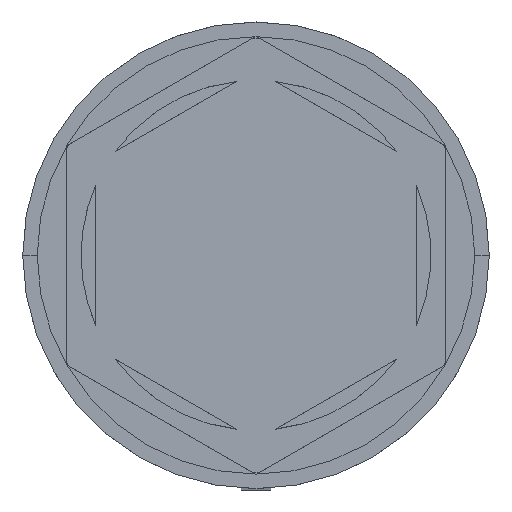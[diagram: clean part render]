
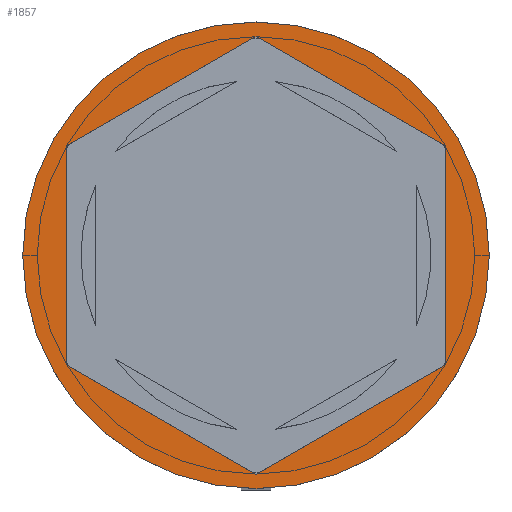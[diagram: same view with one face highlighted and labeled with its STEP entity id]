
A CAD part, top view. The second image highlights one B-rep face of the part: STEP entity #1857.
In plain terms, the highlighted planar face has unit normal (0, 0, 1).
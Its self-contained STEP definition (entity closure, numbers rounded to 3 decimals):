
#52 = DIRECTION ( 'NONE',  ( 0., -1., 0. ) ) ;
#95 = DIRECTION ( 'NONE',  ( 1., 0., 0. ) ) ;
#98 = CARTESIAN_POINT ( 'NONE',  ( 6.5, 3.753, 0. ) ) ;
#124 = DIRECTION ( 'NONE',  ( 0., 0., 1. ) ) ;
#129 = CARTESIAN_POINT ( 'NONE',  ( -8., 0., 0. ) ) ;
#154 = CARTESIAN_POINT ( 'NONE',  ( 0., -7.506, 0. ) ) ;
#157 = VECTOR ( 'NONE', #586, 1000. ) ;
#184 = LINE ( 'NONE', #1133, #157 ) ;
#213 = CARTESIAN_POINT ( 'NONE',  ( -6.5, -3.753, 0. ) ) ;
#249 = DIRECTION ( 'NONE',  ( -0.866, 0.5, 0. ) ) ;
#265 = ORIENTED_EDGE ( 'NONE', *, *, #1757, .T. ) ;
#272 = ORIENTED_EDGE ( 'NONE', *, *, #932, .F. ) ;
#304 = EDGE_CURVE ( 'NONE', #817, #1844, #2179, .T. ) ;
#317 = CARTESIAN_POINT ( 'NONE',  ( 0., 0., 0. ) ) ;
#324 = VECTOR ( 'NONE', #52, 1000. ) ;
#342 = CARTESIAN_POINT ( 'NONE',  ( 0., 0., 0. ) ) ;
#390 = CARTESIAN_POINT ( 'NONE',  ( 6.5, -3.753, 0. ) ) ;
#397 = ORIENTED_EDGE ( 'NONE', *, *, #750, .F. ) ;
#405 = DIRECTION ( 'NONE',  ( -0.866, -0.5, 0. ) ) ;
#433 = LINE ( 'NONE', #2317, #1006 ) ;
#445 = VECTOR ( 'NONE', #249, 1000. ) ;
#479 = VERTEX_POINT ( 'NONE', #2086 ) ;
#497 = CIRCLE ( 'NONE', #2329, 8. ) ;
#534 = DIRECTION ( 'NONE',  ( 0., 0., 1. ) ) ;
#586 = DIRECTION ( 'NONE',  ( 0.866, -0.5, 0. ) ) ;
#614 = EDGE_CURVE ( 'NONE', #826, #817, #1327, .T. ) ;
#615 = AXIS2_PLACEMENT_3D ( 'NONE', #1887, #762, #2472 ) ;
#629 = CARTESIAN_POINT ( 'NONE',  ( 0., 7.506, 0. ) ) ;
#713 = ORIENTED_EDGE ( 'NONE', *, *, #614, .F. ) ;
#717 = FACE_OUTER_BOUND ( 'NONE', #1255, .T. ) ;
#750 = EDGE_CURVE ( 'NONE', #479, #1095, #846, .T. ) ;
#762 = DIRECTION ( 'NONE',  ( 0., 0., 1. ) ) ;
#809 = CIRCLE ( 'NONE', #615, 8. ) ;
#817 = VERTEX_POINT ( 'NONE', #98 ) ;
#824 = DIRECTION ( 'NONE',  ( 0.866, 0.5, 0. ) ) ;
#826 = VERTEX_POINT ( 'NONE', #872 ) ;
#846 = LINE ( 'NONE', #1603, #324 ) ;
#872 = CARTESIAN_POINT ( 'NONE',  ( 6.5, -3.753, 0. ) ) ;
#903 = FACE_BOUND ( 'NONE', #1264, .T. ) ;
#932 = EDGE_CURVE ( 'NONE', #1095, #1806, #184, .T. ) ;
#959 = VECTOR ( 'NONE', #1146, 1000. ) ;
#1006 = VECTOR ( 'NONE', #824, 1000. ) ;
#1095 = VERTEX_POINT ( 'NONE', #213 ) ;
#1133 = CARTESIAN_POINT ( 'NONE',  ( -6.5, -3.753, 0. ) ) ;
#1141 = ORIENTED_EDGE ( 'NONE', *, *, #1299, .T. ) ;
#1146 = DIRECTION ( 'NONE',  ( 0., 1., 0. ) ) ;
#1174 = ORIENTED_EDGE ( 'NONE', *, *, #304, .F. ) ;
#1182 = VERTEX_POINT ( 'NONE', #1938 ) ;
#1255 = EDGE_LOOP ( 'NONE', ( #1141, #265 ) ) ;
#1264 = EDGE_LOOP ( 'NONE', ( #1174, #713, #1830, #272, #397, #1606 ) ) ;
#1299 = EDGE_CURVE ( 'NONE', #1182, #2067, #497, .T. ) ;
#1327 = LINE ( 'NONE', #390, #959 ) ;
#1496 = DIRECTION ( 'NONE',  ( 1., 0., 0. ) ) ;
#1518 = VECTOR ( 'NONE', #405, 1000. ) ;
#1603 = CARTESIAN_POINT ( 'NONE',  ( -6.5, 3.753, 0. ) ) ;
#1606 = ORIENTED_EDGE ( 'NONE', *, *, #1874, .F. ) ;
#1752 = LINE ( 'NONE', #629, #1518 ) ;
#1757 = EDGE_CURVE ( 'NONE', #2067, #1182, #809, .T. ) ;
#1806 = VERTEX_POINT ( 'NONE', #154 ) ;
#1830 = ORIENTED_EDGE ( 'NONE', *, *, #1966, .F. ) ;
#1844 = VERTEX_POINT ( 'NONE', #1872 ) ;
#1857 = ADVANCED_FACE ( 'NONE', ( #903, #717 ), #2243, .T. ) ;
#1872 = CARTESIAN_POINT ( 'NONE',  ( 0., 7.506, 0. ) ) ;
#1874 = EDGE_CURVE ( 'NONE', #1844, #479, #1752, .T. ) ;
#1887 = CARTESIAN_POINT ( 'NONE',  ( 0., 0., 0. ) ) ;
#1938 = CARTESIAN_POINT ( 'NONE',  ( 8., 0., 0. ) ) ;
#1966 = EDGE_CURVE ( 'NONE', #1806, #826, #433, .T. ) ;
#1992 = CARTESIAN_POINT ( 'NONE',  ( 6.5, 3.753, 0. ) ) ;
#2067 = VERTEX_POINT ( 'NONE', #129 ) ;
#2085 = AXIS2_PLACEMENT_3D ( 'NONE', #342, #534, #1496 ) ;
#2086 = CARTESIAN_POINT ( 'NONE',  ( -6.5, 3.753, 0. ) ) ;
#2179 = LINE ( 'NONE', #1992, #445 ) ;
#2243 = PLANE ( 'NONE',  #2085 ) ;
#2317 = CARTESIAN_POINT ( 'NONE',  ( 0., -7.506, 0. ) ) ;
#2329 = AXIS2_PLACEMENT_3D ( 'NONE', #317, #124, #95 ) ;
#2472 = DIRECTION ( 'NONE',  ( 1., 0., 0. ) ) ;
